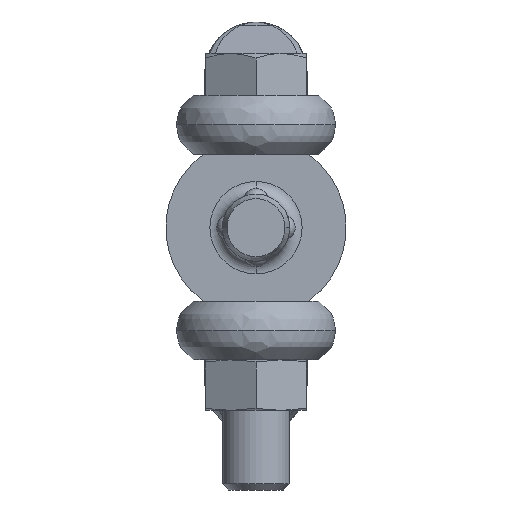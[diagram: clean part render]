
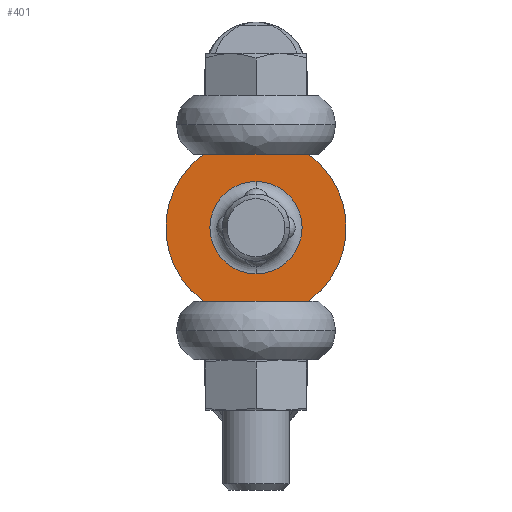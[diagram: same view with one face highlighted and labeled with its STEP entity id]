
A CAD part, left-side view. The second image highlights one B-rep face of the part: STEP entity #401.
In plain terms, the highlighted planar face has unit normal (-1, 0, 0).
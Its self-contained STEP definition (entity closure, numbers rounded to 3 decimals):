
#401=ADVANCED_FACE('',(#847,#848),#849,.T.);
#847=FACE_OUTER_BOUND('',#2361,.T.);
#848=FACE_BOUND('',#2362,.T.);
#849=PLANE('',#2363);
#2361=EDGE_LOOP('',(#3905,#3906,#3907,#3908));
#2362=EDGE_LOOP('',(#3909,#3910,#3911));
#2363=AXIS2_PLACEMENT_3D('',#3912,#3913,#3914);
#3905=ORIENTED_EDGE('',*,*,#4680,.T.);
#3906=ORIENTED_EDGE('',*,*,#4387,.F.);
#3907=ORIENTED_EDGE('',*,*,#4512,.T.);
#3908=ORIENTED_EDGE('',*,*,#4663,.T.);
#3909=ORIENTED_EDGE('',*,*,#4705,.F.);
#3910=ORIENTED_EDGE('',*,*,#4704,.F.);
#3911=ORIENTED_EDGE('',*,*,#4763,.F.);
#3912=CARTESIAN_POINT('',(0.,-8.625,0.));
#3913=DIRECTION('',(-1.0,0.0,0.0));
#3914=DIRECTION('',(0.0,0.0,1.0));
#4387=EDGE_CURVE('',#4984,#4979,#4986,.T.);
#4512=EDGE_CURVE('',#4984,#5184,#5185,.T.);
#4663=EDGE_CURVE('',#5184,#5417,#5419,.T.);
#4680=EDGE_CURVE('',#5417,#4979,#5437,.T.);
#4704=EDGE_CURVE('',#5465,#5467,#5468,.T.);
#4705=EDGE_CURVE('',#5467,#5469,#5470,.T.);
#4763=EDGE_CURVE('',#5469,#5465,#5536,.T.);
#4979=VERTEX_POINT('',#5991);
#4984=VERTEX_POINT('',#5997);
#4986=CIRCLE('',#6000,10.75);
#5184=VERTEX_POINT('',#6562);
#5185=LINE('',#6563,#6564);
#5417=VERTEX_POINT('',#7368);
#5419=CIRCLE('',#7371,10.75);
#5437=LINE('',#7438,#7439);
#5465=VERTEX_POINT('',#7508);
#5467=VERTEX_POINT('',#7510);
#5468=CIRCLE('',#7511,5.5);
#5469=VERTEX_POINT('',#7512);
#5470=CIRCLE('',#7513,5.5);
#5536=CIRCLE('',#7734,5.5);
#5991=CARTESIAN_POINT('',(0.,-6.245,-8.75));
#5997=CARTESIAN_POINT('',(0.,-6.245,8.75));
#6000=AXIS2_PLACEMENT_3D('',#8049,#8050,#8051);
#6562=CARTESIAN_POINT('',(0.,6.245,8.75));
#6563=CARTESIAN_POINT('',(0.,-8.625,8.75));
#6564=VECTOR('',#8223,1000.0);
#7368=CARTESIAN_POINT('',(0.,6.245,-8.75));
#7371=AXIS2_PLACEMENT_3D('',#8421,#8422,#8423);
#7438=CARTESIAN_POINT('',(0.,0.,-8.75));
#7439=VECTOR('',#8434,1000.0);
#7508=CARTESIAN_POINT('',(0.,0.,5.5));
#7510=CARTESIAN_POINT('',(0.,5.5,0.0));
#7511=AXIS2_PLACEMENT_3D('',#8458,#8459,#8460);
#7512=CARTESIAN_POINT('',(0.,0.,-5.5));
#7513=AXIS2_PLACEMENT_3D('',#8461,#8462,#8463);
#7734=AXIS2_PLACEMENT_3D('',#8508,#8509,#8510);
#8049=CARTESIAN_POINT('',(0.,0.,0.));
#8050=DIRECTION('',(1.0,0.0,0.0));
#8051=DIRECTION('',(0.0,0.0,-1.0));
#8223=DIRECTION('',(0.0,1.0,0.0));
#8421=CARTESIAN_POINT('',(0.,0.,0.));
#8422=DIRECTION('',(-1.0,0.0,0.0));
#8423=DIRECTION('',(0.0,0.0,-1.0));
#8434=DIRECTION('',(0.0,-1.0,0.));
#8458=CARTESIAN_POINT('',(0.,0.,0.0));
#8459=DIRECTION('',(-1.0,0.,-0.0));
#8460=DIRECTION('',(0.0,0.0,-1.0));
#8461=CARTESIAN_POINT('',(0.,0.,0.0));
#8462=DIRECTION('',(-1.0,0.,-0.0));
#8463=DIRECTION('',(0.0,0.0,-1.0));
#8508=CARTESIAN_POINT('',(0.,0.,0.0));
#8509=DIRECTION('',(-1.0,0.,-0.0));
#8510=DIRECTION('',(0.0,0.0,-1.0));
